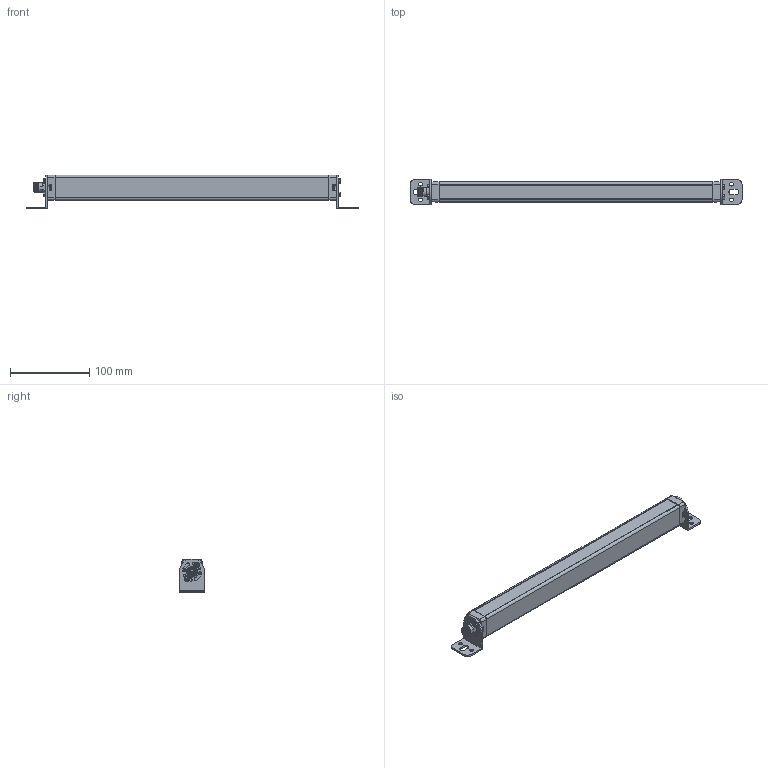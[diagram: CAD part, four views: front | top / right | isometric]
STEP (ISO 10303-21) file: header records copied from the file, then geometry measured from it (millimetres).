
FILE_DESCRIPTION((''),'2;1');
FILE_NAME('243401_SM01_ASM','2024-07-19T10:14:14',('banengservice'),('BANNER ENGINEERING'),'CREO PARAMETRIC BY PTC INC, 2022414','CREO PARAMETRIC BY PTC INC, 2022414','');
FILE_SCHEMA(('CONFIG_CONTROL_DESIGN'));
Length unit declared in the file: millimetre
Products named in the file (2): 243401_EP01; 243401_SM01_ASM
Assembly tree (1 placements, depth 2):
  243401_SM01_ASM
    243401_EP01
Bounding box: 419.3 x 31.75 x 42.57 mm (x, y, z)
Volume: 295629.1 mm3; surface area: 53775.3 mm2
Topology: 9 solids, 9 shells, 907 faces, 2311 edges, 1398 vertices
Faces by surface type: cylinder 371, plane 293, cone 97, torus 63, sphere 56, bspline 27
Entity records: 38771 total; most frequent: CARTESIAN_POINT 16683, DIRECTION 4853, ORIENTED_EDGE 4526, EDGE_CURVE 2263, AXIS2_PLACEMENT_3D 1903, VERTEX_POINT 1398, VECTOR 1047, LINE 1047
